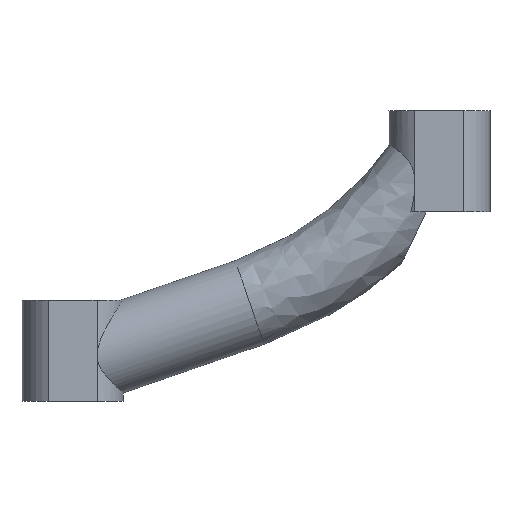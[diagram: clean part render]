
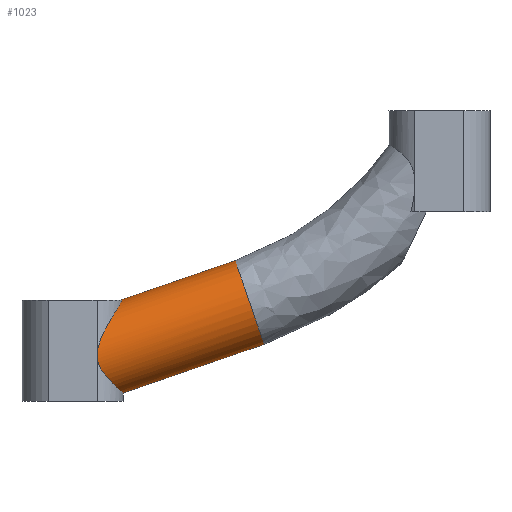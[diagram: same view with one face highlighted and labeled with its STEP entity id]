
A CAD part, front view. The second image highlights one B-rep face of the part: STEP entity #1023.
In plain terms, the highlighted cylindrical face has radius 3.5 mm (diameter 7 mm), a partial arc.
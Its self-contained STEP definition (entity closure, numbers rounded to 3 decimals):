
#3 = CARTESIAN_POINT ( 'NONE',  ( -0.5, 0., -3.672 ) ) ;
#30 = CARTESIAN_POINT ( 'NONE',  ( -12.553, -3.494, -8.071 ) ) ;
#35 = CARTESIAN_POINT ( 'NONE',  ( -11.119, -2.148, -10.267 ) ) ;
#56 = CARTESIAN_POINT ( 'NONE',  ( -10.737, 0., -3.5 ) ) ;
#62 = ORIENTED_EDGE ( 'NONE', *, *, #520, .F. ) ;
#74 = CARTESIAN_POINT ( 'NONE',  ( -10.737, -0.217, -3.5 ) ) ;
#102 = CARTESIAN_POINT ( 'NONE',  ( -10.675, -0.432, -3.5 ) ) ;
#106 = CARTESIAN_POINT ( 'NONE',  ( -10.552, -0.645, -3.5 ) ) ;
#152 = ORIENTED_EDGE ( 'NONE', *, *, #487, .T. ) ;
#180 = CARTESIAN_POINT ( 'NONE',  ( -12.564, -3.5, -7.832 ) ) ;
#181 = DIRECTION ( 'NONE',  ( 0.945, 0., 0.326 ) ) ;
#183 = CARTESIAN_POINT ( 'NONE',  ( -12.564, -3.5, -7.584 ) ) ;
#184 = CARTESIAN_POINT ( 'NONE',  ( -12.521, -3.477, -7.339 ) ) ;
#190 = CARTESIAN_POINT ( 'NONE',  ( -12.513, -3.472, -8.301 ) ) ;
#192 = CARTESIAN_POINT ( 'NONE',  ( -12.391, -3.4, -6.866 ) ) ;
#194 = CARTESIAN_POINT ( 'NONE',  ( -12.305, -3.346, -6.639 ) ) ;
#200 = CARTESIAN_POINT ( 'NONE',  ( -12.022, -3.148, -5.979 ) ) ;
#208 = CARTESIAN_POINT ( 'NONE',  ( -11.804, -2.972, -5.576 ) ) ;
#212 = CARTESIAN_POINT ( 'NONE',  ( -11.482, -2.629, -5.008 ) ) ;
#241 = CARTESIAN_POINT ( 'NONE',  ( -11.373, -2.501, -4.823 ) ) ;
#249 = CARTESIAN_POINT ( 'NONE',  ( -11.165, -2.216, -4.477 ) ) ;
#250 = VERTEX_POINT ( 'NONE', #605 ) ;
#255 = CARTESIAN_POINT ( 'NONE',  ( -11.065, -2.059, -4.314 ) ) ;
#256 = CARTESIAN_POINT ( 'NONE',  ( -11.616, -2.778, -9.77 ) ) ;
#260 = CARTESIAN_POINT ( 'NONE',  ( -12.252, -3.309, -8.937 ) ) ;
#265 = VERTEX_POINT ( 'NONE', #472 ) ;
#279 = CARTESIAN_POINT ( 'NONE',  ( -10.88, -1.713, -4.016 ) ) ;
#280 = CARTESIAN_POINT ( 'NONE',  ( -10.794, -1.52, -3.879 ) ) ;
#293 = CARTESIAN_POINT ( 'NONE',  ( -10.65, -1.107, -3.652 ) ) ;
#325 = CARTESIAN_POINT ( 'NONE',  ( -12.564, -3.5, -7.832 ) ) ;
#334 = VERTEX_POINT ( 'NONE', #1244 ) ;
#342 = CARTESIAN_POINT ( 'NONE',  ( -12.564, -3.5, -7.951 ) ) ;
#352 = CARTESIAN_POINT ( 'NONE',  ( -10.592, -0.886, -3.561 ) ) ;
#353 = VERTEX_POINT ( 'NONE', #1051 ) ;
#358 = EDGE_CURVE ( 'NONE', #936, #265, #1032, .T. ) ;
#364 = CARTESIAN_POINT ( 'NONE',  ( -11.486, -2.637, -9.906 ) ) ;
#460 = ORIENTED_EDGE ( 'NONE', *, *, #561, .T. ) ;
#466 = CARTESIAN_POINT ( 'NONE',  ( -12.194, -3.269, -9.032 ) ) ;
#472 = CARTESIAN_POINT ( 'NONE',  ( 0.641, 0., -6.981 ) ) ;
#485 = DIRECTION ( 'NONE',  ( 0.326, 0., -0.945 ) ) ;
#487 = EDGE_CURVE ( 'NONE', #334, #353, #1198, .T. ) ;
#497 = CARTESIAN_POINT ( 'NONE',  ( -500001.141, 0., -172417.687 ) ) ;
#512 = EDGE_CURVE ( 'NONE', #334, #806, #1206, .T. ) ;
#516 = DIRECTION ( 'NONE',  ( 0.945, 0., 0.326 ) ) ;
#520 = EDGE_CURVE ( 'NONE', #250, #265, #943, .T. ) ;
#561 = EDGE_CURVE ( 'NONE', #353, #936, #1223, .T. ) ;
#605 = CARTESIAN_POINT ( 'NONE',  ( -1.641, 0., -0.364 ) ) ;
#622 = CARTESIAN_POINT ( 'NONE',  ( -10.5, 0., -10.823 ) ) ;
#652 = CYLINDRICAL_SURFACE ( 'NONE', #1154, 3.5 ) ;
#658 = EDGE_CURVE ( 'NONE', #806, #250, #833, .T. ) ;
#662 = CARTESIAN_POINT ( 'NONE',  ( -10.552, -0.645, -3.5 ) ) ;
#683 = CARTESIAN_POINT ( 'NONE',  ( -11.237, -2.322, -10.155 ) ) ;
#691 = FACE_OUTER_BOUND ( 'NONE', #1115, .T. ) ;
#695 = CARTESIAN_POINT ( 'NONE',  ( -12.405, -3.408, -8.631 ) ) ;
#775 = CARTESIAN_POINT ( 'NONE',  ( -11.878, -3.026, -9.47 ) ) ;
#786 = CARTESIAN_POINT ( 'NONE',  ( -10.817, -1.578, -10.544 ) ) ;
#797 = DIRECTION ( 'NONE',  ( 0.326, 0., -0.945 ) ) ;
#806 = VERTEX_POINT ( 'NONE', #1021 ) ;
#820 = VECTOR ( 'NONE', #1086, 1000. ) ;
#833 = LINE ( 'NONE', #1158, #820 ) ;
#856 = ORIENTED_EDGE ( 'NONE', *, *, #358, .T. ) ;
#875 = CARTESIAN_POINT ( 'NONE',  ( -500000., 0., -172420.995 ) ) ;
#936 = VERTEX_POINT ( 'NONE', #622 ) ;
#943 = CIRCLE ( 'NONE', #1169, 3.5 ) ;
#968 = ORIENTED_EDGE ( 'NONE', *, *, #658, .F. ) ;
#980 = DIRECTION ( 'NONE',  ( 0.945, 0., 0.326 ) ) ;
#988 = VECTOR ( 'NONE', #980, 1000. ) ;
#990 = CARTESIAN_POINT ( 'NONE',  ( -12.357, -3.378, -8.738 ) ) ;
#1001 = CARTESIAN_POINT ( 'NONE',  ( -12.483, -3.454, -8.413 ) ) ;
#1021 = CARTESIAN_POINT ( 'NONE',  ( -10.737, 0., -3.5 ) ) ;
#1023 = ADVANCED_FACE ( 'NONE', ( #691 ), #652, .T. ) ;
#1032 = LINE ( 'NONE', #875, #988 ) ;
#1051 = CARTESIAN_POINT ( 'NONE',  ( -12.564, -3.5, -7.832 ) ) ;
#1067 = ORIENTED_EDGE ( 'NONE', *, *, #512, .F. ) ;
#1086 = DIRECTION ( 'NONE',  ( 0.945, 0., 0.326 ) ) ;
#1114 = CARTESIAN_POINT ( 'NONE',  ( -10.91, -1.777, -10.46 ) ) ;
#1115 = EDGE_LOOP ( 'NONE', ( #968, #1067, #152, #460, #856, #62 ) ) ;
#1154 = AXIS2_PLACEMENT_3D ( 'NONE', #497, #516, #485 ) ;
#1158 = CARTESIAN_POINT ( 'NONE',  ( -500002.282, 0., -172414.378 ) ) ;
#1169 = AXIS2_PLACEMENT_3D ( 'NONE', #3, #181, #797 ) ;
#1198 = B_SPLINE_CURVE_WITH_KNOTS ( 'NONE', 3,
 ( #662, #352, #293, #280, #279, #255, #249, #241, #212, #208, #200, #194, #192, #184, #183, #180 ),
 .UNSPECIFIED., .F., .F.,
 ( 4, 2, 2, 2, 2, 2, 2, 4 ),
 ( 0., 0.001, 0.001, 0.002, 0.003, 0.004, 0.005, 0.006 ),
 .UNSPECIFIED. ) ;
#1206 =( BOUNDED_CURVE ( )  B_SPLINE_CURVE ( 3, ( #106, #102, #74, #56 ),
 .UNSPECIFIED., .F., .F. ) 
 B_SPLINE_CURVE_WITH_KNOTS ( ( 4, 4 ),
 ( 2.956, 3.142 ),
 .UNSPECIFIED. ) 
 CURVE ( )  GEOMETRIC_REPRESENTATION_ITEM ( )  RATIONAL_B_SPLINE_CURVE ( ( 1., 0.997, 0.997, 1. ) ) 
 REPRESENTATION_ITEM ( '' )  );
#1223 = B_SPLINE_CURVE_WITH_KNOTS ( 'NONE', 3,
 ( #325, #342, #30, #190, #1001, #695, #990, #260, #466, #1227, #775, #256, #364, #683, #35, #1114, #786, #1263, #1269, #1272, #1271, #1257 ),
 .UNSPECIFIED., .F., .F.,
 ( 4, 2, 2, 2, 2, 2, 2, 2, 2, 2, 4 ),
 ( 0.006, 0.006, 0.007, 0.007, 0.007, 0.008, 0.009, 0.009, 0.01, 0.011, 0.012 ),
 .UNSPECIFIED. ) ;
#1227 = CARTESIAN_POINT ( 'NONE',  ( -12.012, -3.136, -9.304 ) ) ;
#1244 = CARTESIAN_POINT ( 'NONE',  ( -10.552, -0.645, -3.5 ) ) ;
#1257 = CARTESIAN_POINT ( 'NONE',  ( -10.5, 0., -10.823 ) ) ;
#1263 = CARTESIAN_POINT ( 'NONE',  ( -10.662, -1.15, -10.682 ) ) ;
#1269 = CARTESIAN_POINT ( 'NONE',  ( -10.603, -0.929, -10.734 ) ) ;
#1271 = CARTESIAN_POINT ( 'NONE',  ( -10.5, -0.236, -10.823 ) ) ;
#1272 = CARTESIAN_POINT ( 'NONE',  ( -10.521, -0.474, -10.804 ) ) ;
